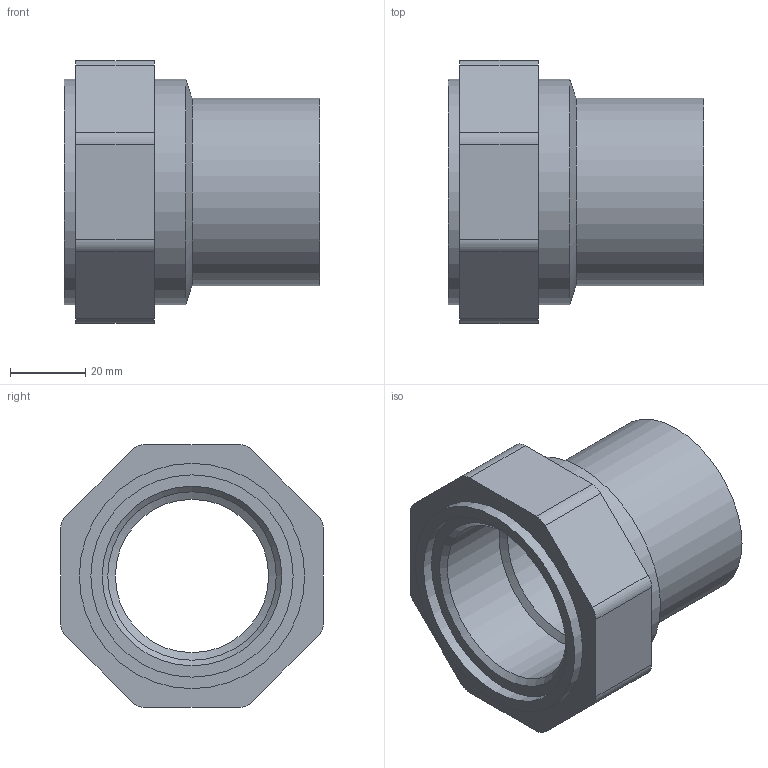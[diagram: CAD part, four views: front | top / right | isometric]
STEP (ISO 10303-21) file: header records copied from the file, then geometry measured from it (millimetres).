
FILE_DESCRIPTION (( 'STEP AP203' ), '1' );
FILE_NAME ('581253015.STEP', '2017-07-28T15:28:30', ( '' ), ( '' ), 'SwSTEP 2.0', 'SolidWorks 2017', '' );
FILE_SCHEMA (( 'CONFIG_CONTROL_DESIGN' ));
Length unit declared in the file: inch
Products named in the file (1): 581253015
Bounding box: 68 x 70 x 70 mm (x, y, z)
Volume: 90089.6 mm3; surface area: 26737.9 mm2
Topology: 1 solids, 1 shells, 30 faces, 71 edges, 46 vertices
Faces by surface type: cylinder 14, plane 13, cone 3
Full cylindrical faces by diameter (mm): 40.8 x1, 44.85 x1, 50 x1, 53.867 x1, 60 x2
Entity records: 901 total; most frequent: DIRECTION 152, CARTESIAN_POINT 137, ORIENTED_EDGE 122, EDGE_CURVE 61, AXIS2_PLACEMENT_3D 60, VERTEX_POINT 45, EDGE_LOOP 44, FACE_OUTER_BOUND 36
